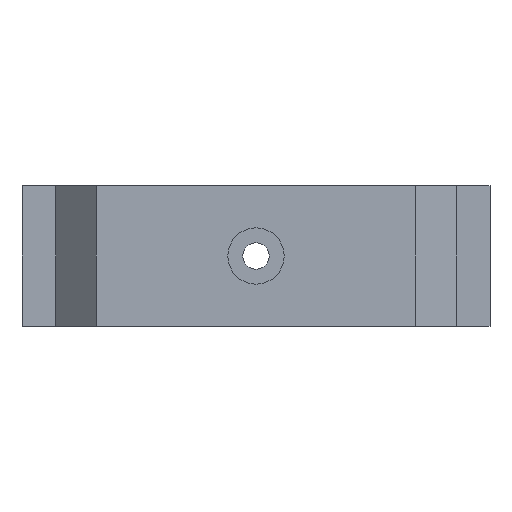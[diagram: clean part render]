
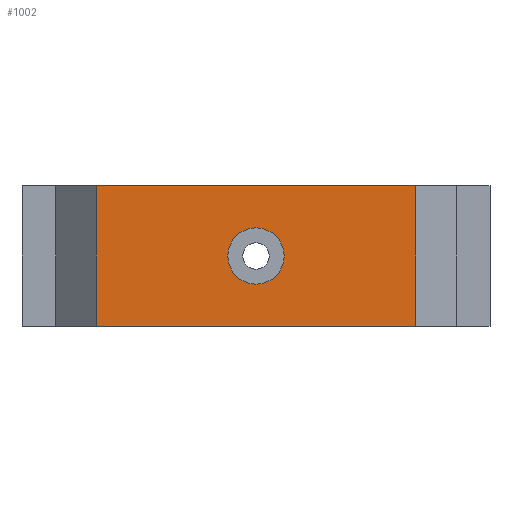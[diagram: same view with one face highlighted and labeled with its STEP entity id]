
A CAD part, left-side view. The second image highlights one B-rep face of the part: STEP entity #1002.
In plain terms, the highlighted planar face has unit normal (-1, 0, 0).
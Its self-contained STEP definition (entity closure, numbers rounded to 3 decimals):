
#37=FACE_BOUND('',#173,.T.);
#67=CIRCLE('',#1069,3.);
#111=FACE_OUTER_BOUND('',#172,.T.);
#172=EDGE_LOOP('',(#829,#830,#831,#832));
#173=EDGE_LOOP('',(#833));
#264=LINE('',#1529,#381);
#289=LINE('',#1582,#406);
#301=LINE('',#1606,#418);
#302=LINE('',#1607,#419);
#381=VECTOR('',#1266,10.);
#406=VECTOR('',#1307,10.);
#418=VECTOR('',#1327,10.);
#419=VECTOR('',#1328,10.);
#474=VERTEX_POINT('',#1490);
#485=VERTEX_POINT('',#1523);
#487=VERTEX_POINT('',#1527);
#506=VERTEX_POINT('',#1579);
#507=VERTEX_POINT('',#1581);
#587=EDGE_CURVE('',#474,#474,#67,.T.);
#606=EDGE_CURVE('',#487,#485,#264,.T.);
#631=EDGE_CURVE('',#507,#506,#289,.T.);
#643=EDGE_CURVE('',#485,#506,#301,.T.);
#644=EDGE_CURVE('',#507,#487,#302,.T.);
#829=ORIENTED_EDGE('',*,*,#643,.F.);
#830=ORIENTED_EDGE('',*,*,#606,.F.);
#831=ORIENTED_EDGE('',*,*,#644,.F.);
#832=ORIENTED_EDGE('',*,*,#631,.T.);
#833=ORIENTED_EDGE('',*,*,#587,.T.);
#954=PLANE('',#1088);
#1002=ADVANCED_FACE('',(#111,#37),#954,.T.);
#1069=AXIS2_PLACEMENT_3D('',#1491,#1233,#1234);
#1088=AXIS2_PLACEMENT_3D('',#1605,#1325,#1326);
#1233=DIRECTION('center_axis',(1.,0.,0.));
#1234=DIRECTION('ref_axis',(0.,0.,1.));
#1266=DIRECTION('',(0.,0.,-1.));
#1307=DIRECTION('',(0.,0.,-1.));
#1325=DIRECTION('center_axis',(-1.,0.,0.));
#1326=DIRECTION('ref_axis',(0.,-1.,0.));
#1327=DIRECTION('',(0.,1.,0.));
#1328=DIRECTION('',(0.,-1.,0.));
#1490=CARTESIAN_POINT('',(-45.83,20.93,14.5));
#1491=CARTESIAN_POINT('Origin',(-45.83,20.93,17.5));
#1523=CARTESIAN_POINT('',(-45.83,3.93,10.));
#1527=CARTESIAN_POINT('',(-45.83,3.93,25.));
#1529=CARTESIAN_POINT('',(-45.83,3.93,25.));
#1579=CARTESIAN_POINT('',(-45.83,37.93,10.));
#1581=CARTESIAN_POINT('',(-45.83,37.93,25.));
#1582=CARTESIAN_POINT('',(-45.83,37.93,25.));
#1605=CARTESIAN_POINT('Origin',(-45.83,37.73,10.));
#1606=CARTESIAN_POINT('',(-45.83,29.33,10.));
#1607=CARTESIAN_POINT('',(-45.83,37.93,25.));
